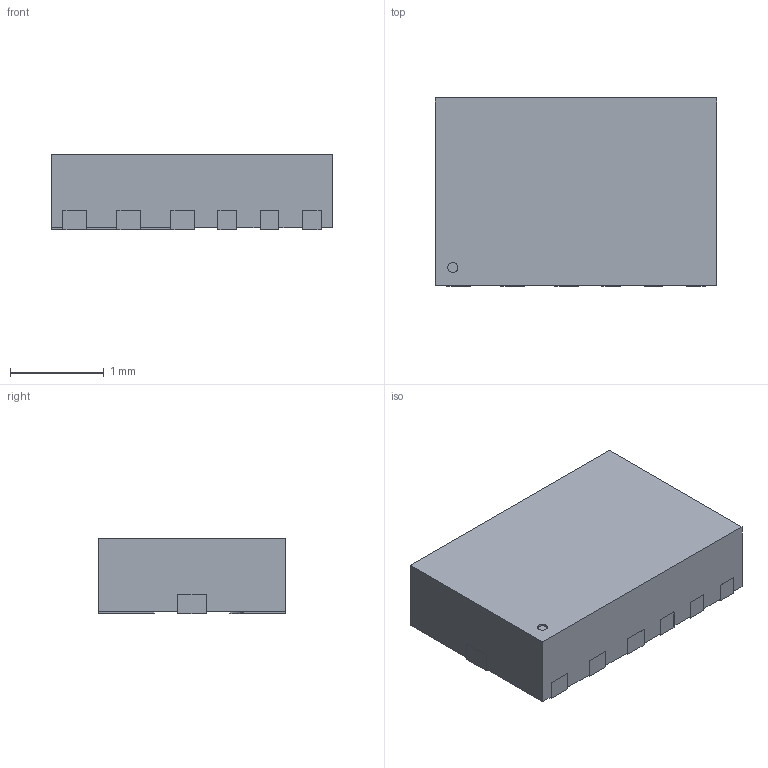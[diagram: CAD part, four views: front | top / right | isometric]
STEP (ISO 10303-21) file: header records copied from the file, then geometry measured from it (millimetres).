
FILE_DESCRIPTION (( 'STEP AP214' ), '1' );
FILE_NAME ('V-DFN3020-13-A_L3.0-W2.0-P0.45-BL-EP_AP6335X.STEP', '2022-01-08T05:39:55', ( 'Sky123.Org' ), ( 'Sky123.Org' ), 'SwSTEP 2.0', 'SolidWorks 2017', '' );
FILE_SCHEMA (( 'AUTOMOTIVE_DESIGN' ));
Length unit declared in the file: millimetre
Products named in the file (1): V-DFN3020-13-A_L3.0-W2.0-P0.45-BL-EP_AP6335X
Bounding box: 3 x 2 x 0.8 mm (x, y, z)
Volume: 4.7 mm3; surface area: 20.3 mm2
Topology: 1 solids, 1 shells, 147 faces, 411 edges, 274 vertices
Faces by surface type: plane 130, bspline 14, cylinder 3
Entity records: 6190 total; most frequent: CARTESIAN_POINT 1631, ORIENTED_EDGE 822, DIRECTION 657, EDGE_CURVE 411, VECTOR 377, LINE 377, VERTEX_POINT 274, EDGE_LOOP 155
